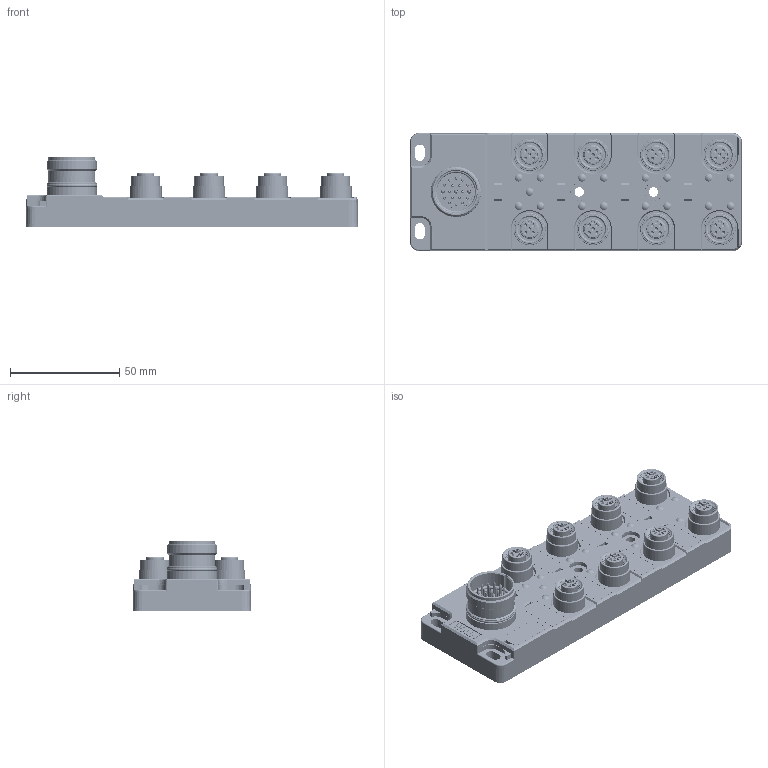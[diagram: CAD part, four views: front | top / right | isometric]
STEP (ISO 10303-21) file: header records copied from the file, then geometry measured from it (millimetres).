
FILE_DESCRIPTION((''),'2;1');
FILE_NAME('SJB-M12-8F05A-M23-19P_SW0001','2023-03-06T',('13531'),(''),'PRO/ENGINEER BY PARAMETRIC TECHNOLOGY CORPORATION, 2012480','PRO/ENGINEER BY PARAMETRIC TECHNOLOGY CORPORATION, 2012480','');
FILE_SCHEMA(('CONFIG_CONTROL_DESIGN'));
Products named in the file (1): SJB-M12-8F05A-M23-19P_SW0001
Bounding box: 152 x 54 x 32.3 mm (x, y, z)
Volume: 122725.5 mm3; surface area: 53881.6 mm2
Topology: 1 solids, 38 shells, 7817 faces, 20997 edges, 13432 vertices
Faces by surface type: plane 4354, cylinder 1341, cone 800, extrusion 692, torus 410, bspline 170, sphere 50
Entity records: 355354 total; most frequent: CARTESIAN_POINT 122879, ORIENTED_EDGE 41770, DIRECTION 36925, EDGE_CURVE 20885, VECTOR 13889, VERTEX_POINT 13432, LINE 13197, AXIS2_PLACEMENT_3D 11518
